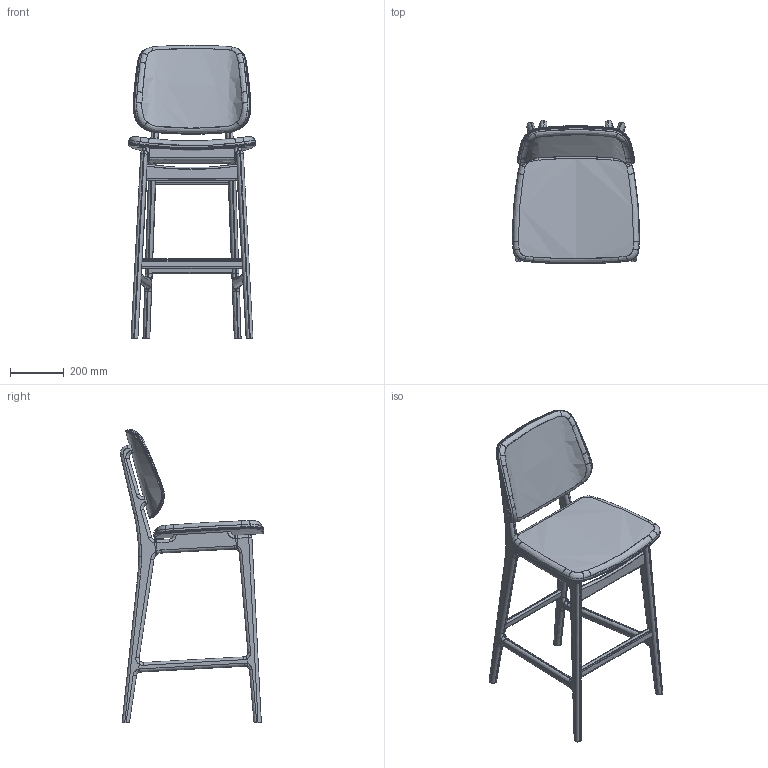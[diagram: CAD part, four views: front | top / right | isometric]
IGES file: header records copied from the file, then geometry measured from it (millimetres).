
Start section: SolidWorks IGES file using analytic representation for surfaces
Global section: file name: 3D Banco CHLOE M934.IGS; native system: SolidWorks 2018; preprocessor: SolidWorks 2018; author: Adao; date: 180416.143855; units: millimetre
Bounding box: 472.44 x 533.71 x 1091.85 mm (x, y, z)
Surface area: 2209931.1 mm2 (no closed solid volume)
Topology: 0 solids, 0 shells, 552 faces, 6663 edges, 6663 vertices
Faces by surface type: bspline 396, revolution 156
